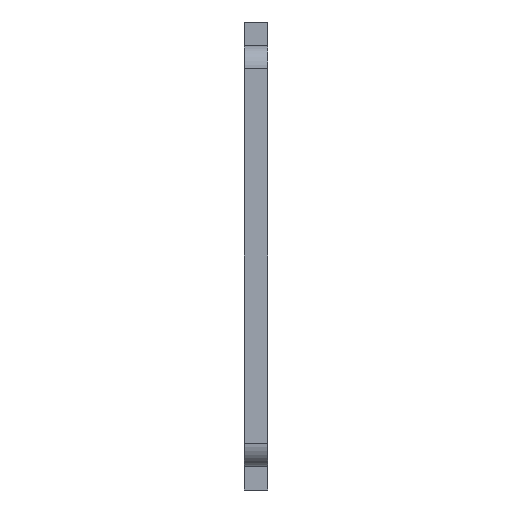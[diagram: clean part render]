
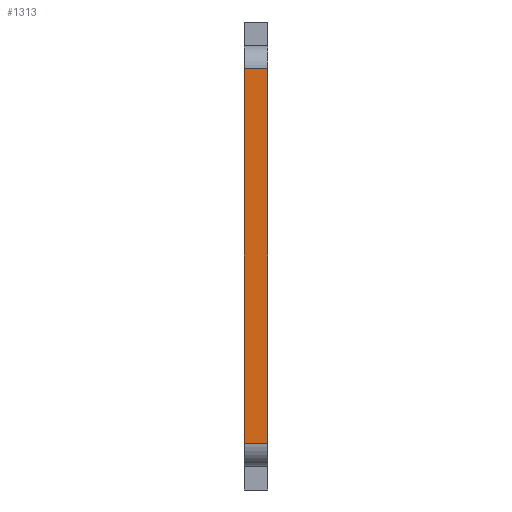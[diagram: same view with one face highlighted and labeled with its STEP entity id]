
A CAD part, left-side view. The second image highlights one B-rep face of the part: STEP entity #1313.
In plain terms, the highlighted planar face has unit normal (-1, 0, 0).
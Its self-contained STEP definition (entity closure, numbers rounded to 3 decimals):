
#47=FACE_OUTER_BOUND('',#113,.T.);
#113=EDGE_LOOP('',(#927,#928,#929,#930));
#217=LINE('',#1904,#401);
#218=LINE('',#1907,#402);
#219=LINE('',#1909,#403);
#220=LINE('',#1910,#404);
#401=VECTOR('',#1551,10.);
#402=VECTOR('',#1554,10.);
#403=VECTOR('',#1555,10.);
#404=VECTOR('',#1556,10.);
#567=VERTEX_POINT('',#1900);
#568=VERTEX_POINT('',#1902);
#569=VERTEX_POINT('',#1906);
#570=VERTEX_POINT('',#1908);
#715=EDGE_CURVE('',#567,#568,#217,.T.);
#716=EDGE_CURVE('',#567,#569,#218,.T.);
#717=EDGE_CURVE('',#570,#568,#219,.T.);
#718=EDGE_CURVE('',#569,#570,#220,.T.);
#927=ORIENTED_EDGE('',*,*,#716,.F.);
#928=ORIENTED_EDGE('',*,*,#715,.T.);
#929=ORIENTED_EDGE('',*,*,#717,.F.);
#930=ORIENTED_EDGE('',*,*,#718,.F.);
#1250=PLANE('',#1395);
#1313=ADVANCED_FACE('',(#47),#1250,.T.);
#1395=AXIS2_PLACEMENT_3D('',#1905,#1552,#1553);
#1551=DIRECTION('',(0.,1.,0.));
#1552=DIRECTION('center_axis',(-1.,0.,0.));
#1553=DIRECTION('ref_axis',(0.,0.,1.));
#1554=DIRECTION('',(0.,0.,-1.));
#1555=DIRECTION('',(0.,0.,1.));
#1556=DIRECTION('',(0.,1.,0.));
#1900=CARTESIAN_POINT('',(5.,0.,51.));
#1902=CARTESIAN_POINT('',(5.,3.,51.));
#1904=CARTESIAN_POINT('',(5.,0.,51.));
#1905=CARTESIAN_POINT('Origin',(5.,0.,3.));
#1906=CARTESIAN_POINT('',(5.,0.,3.));
#1907=CARTESIAN_POINT('',(5.,0.,51.));
#1908=CARTESIAN_POINT('',(5.,3.,3.));
#1909=CARTESIAN_POINT('',(5.,3.,51.));
#1910=CARTESIAN_POINT('',(5.,0.,3.));
